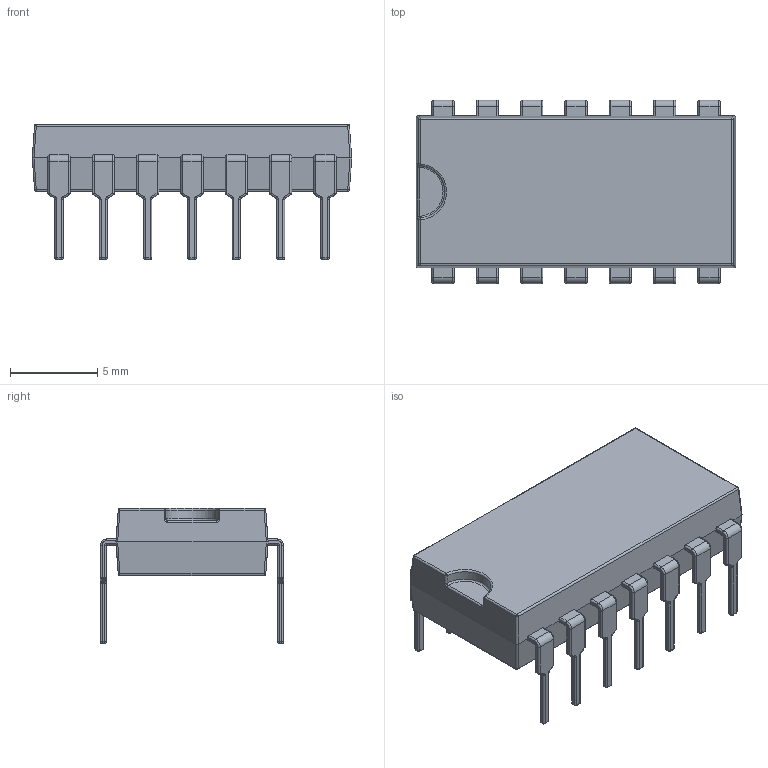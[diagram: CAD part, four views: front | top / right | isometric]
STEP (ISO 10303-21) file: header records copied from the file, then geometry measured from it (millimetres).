
FILE_DESCRIPTION(/* description */ (''),/* implementation_level */ '2;1');
FILE_NAME(/* name */ 'DIP-14 W10.16mm Package.STEP',/* time_stamp */ '2019-09-17T06:53:14+02:00',/* author */ ('PCB-Tech'),/* organization */ (''),/* preprocessor_version */ 'ST-DEVELOPER v17',/* originating_system */ 'Autodesk Inventor 2019',/* authorisation */ '');
FILE_SCHEMA (('AUTOMOTIVE_DESIGN { 1 0 10303 214 3 1 1 }'));
Length unit declared in the file: millimetre
Products named in the file (3): DIP-14 W10.16mm Package; DIP-14 W10.16; IC Beinchen
Assembly tree (15 placements, depth 2):
  DIP-14 W10.16mm Package
    IC Beinchen  x14
    DIP-14 W10.16
Bounding box: 18.3 x 10.51 x 7.75 mm (x, y, z)
Volume: 623.1 mm3; surface area: 798.6 mm2
Topology: 15 solids, 15 shells, 930 faces, 2098 edges, 1196 vertices
Faces by surface type: cylinder 439, plane 249, sphere 122, torus 114, bspline 6
Entity records: 7484 total; most frequent: CARTESIAN_POINT 1604, DIRECTION 1278, ORIENTED_EDGE 1176, EDGE_CURVE 588, AXIS2_PLACEMENT_3D 458, VERTEX_POINT 364, LINE 362, VECTOR 362
